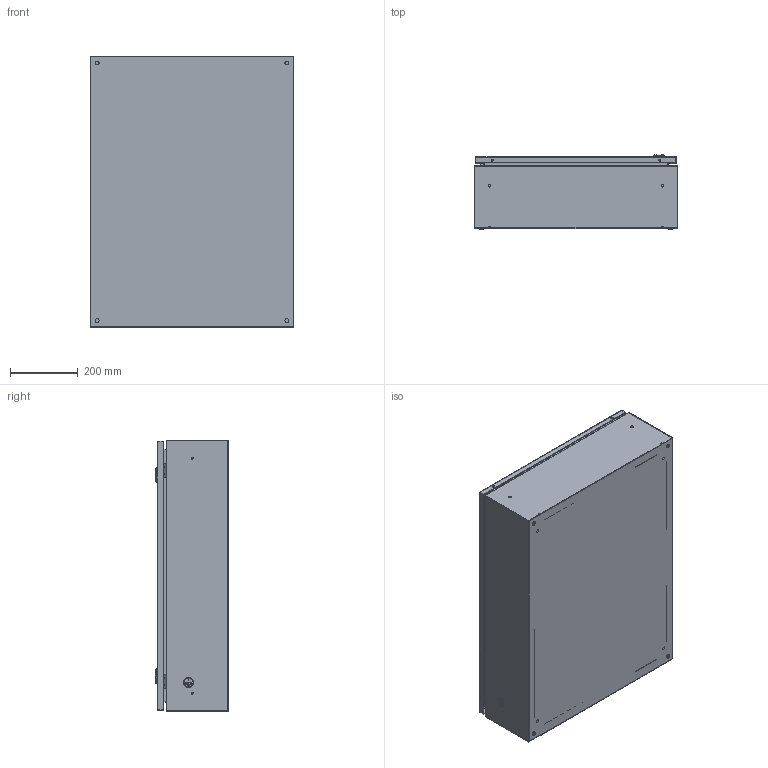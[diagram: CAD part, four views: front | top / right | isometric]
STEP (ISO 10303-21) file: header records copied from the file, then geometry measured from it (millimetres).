
FILE_DESCRIPTION (( 'STEP AP203' ), '1' );
FILE_NAME ('39 WST8060210 600wX800hX210d.STEP', '2019-01-31T05:27:02', ( '' ), ( '' ), 'SwSTEP 2.0', 'SolidWorks 2018', '' );
FILE_SCHEMA (( 'CONFIG_CONTROL_DESIGN' ));
Length unit declared in the file: millimetre
Products named in the file (20): Centikli Plastik Kilit Contasch2018; 8.5 tipa std; WT Ust Sac Kapak 1,5mm 1,5_600X210; DM 謓 Kapak (2017) 2mm WT_cams峼; Sac Kilit Dili 10x48sch2018; WT Kapak Saci 1,5_530-1,5; Centikli Plastik Kilit Double Bit Yuvasch2018; Centikli Plastik Kilit Sac Dil Civatasýsch2018; 39 WST8060210 600wX800hX210d; WT Ic Atki Saci 1,5mm 1,5_800; Centikli Plastik Sol Kilit Gövdesch2018_boŸ; Centikli Plastik Kilit Montaj schrack_a焌; WT Mentese 1,5; hex flange nut_am_B18.2.2.4M - Hex flange nut, M8 x 1.25 --N; WT Alt Sac Kapak 1,5mm 1,5_600X210; WT Mentese Pimi 1,5; WT Erkek Mentese 1,5; WT Montaj Plakasi 1,5_600x800x200; WT Govde 1,5mm 1,5_600X800X210; WT Disi Mentese 1,5
Assembly tree (28 placements, depth 3):
  39 WST8060210 600wX800hX210d
    WT Govde 1,5mm 1,5_600X800X210
    WT Mentese 1,5  x2
      WT Disi Mentese 1,5
      WT Erkek Mentese 1,5
      WT Mentese Pimi 1,5
    WT Kapak Saci 1,5_530-1,5
    WT Ic Atki Saci 1,5mm 1,5_800  x2
    WT Montaj Plakasi 1,5_600x800x200
    DM 謓 Kapak (2017) 2mm WT_cams峼
    WT Alt Sac Kapak 1,5mm 1,5_600X210
    WT Ust Sac Kapak 1,5mm 1,5_600X210
    Centikli Plastik Kilit Montaj schrack_a焌  x2
      Centikli Plastik Sol Kilit Gövdesch2018_boŸ
      Centikli Plastik Kilit Contasch2018
      Centikli Plastik Kilit Double Bit Yuvasch2018
      Sac Kilit Dili 10x48sch2018
      Centikli Plastik Kilit Sac Dil Civatasýsch2018
    hex flange nut_am_B18.2.2.4M - Hex flange nut, M8 x 1.25 --N  x4
    8.5 tipa std  x4
Bounding box: 600.02 x 217.52 x 801.3 mm (x, y, z)
Volume: 3971756.4 mm3; surface area: 4386233.2 mm2
Topology: 32 solids, 32 shells, 1638 faces, 4135 edges, 2598 vertices
Faces by surface type: plane 883, cylinder 543, bspline 110, cone 90, torus 12
Entity records: 36121 total; most frequent: CARTESIAN_POINT 9206, ORIENTED_EDGE 5108, DIRECTION 5052, EDGE_CURVE 2554, AXIS2_PLACEMENT_3D 1749, VERTEX_POINT 1602, VECTOR 1554, LINE 1554
